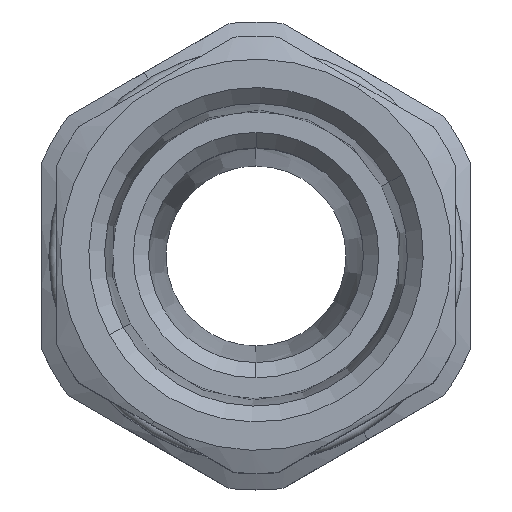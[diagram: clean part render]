
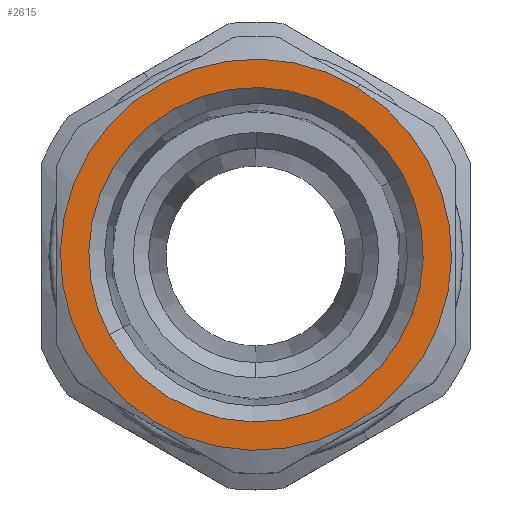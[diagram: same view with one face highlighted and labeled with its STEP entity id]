
A CAD part, top view. The second image highlights one B-rep face of the part: STEP entity #2615.
In plain terms, the highlighted planar face has unit normal (0, 0, 1).
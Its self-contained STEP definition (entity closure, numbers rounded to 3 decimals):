
#1645=AXIS2_PLACEMENT_3D('Circle Axis2P3D',#1643,#1644,$) ;
#2102=AXIS2_PLACEMENT_3D('Circle Axis2P3D',#2100,#2101,$) ;
#2591=AXIS2_PLACEMENT_3D('Plane Axis2P3D',#2588,#2589,#2590) ;
#2599=AXIS2_PLACEMENT_3D('Circle Axis2P3D',#2597,#2598,$) ;
#2608=AXIS2_PLACEMENT_3D('Circle Axis2P3D',#2606,#2607,$) ;
#1640=CARTESIAN_POINT('Vertex',(7.366,4.362,67.75)) ;
#1643=CARTESIAN_POINT('Axis2P3D Location',(14.,15.25,67.75)) ;
#1647=CARTESIAN_POINT('Vertex',(20.634,26.138,67.75)) ;
#2100=CARTESIAN_POINT('Axis2P3D Location',(14.,15.25,67.75)) ;
#2588=CARTESIAN_POINT('Axis2P3D Location',(14.,15.25,67.75)) ;
#2597=CARTESIAN_POINT('Axis2P3D Location',(14.,15.25,67.75)) ;
#2601=CARTESIAN_POINT('Vertex',(4.434,10.024,67.75)) ;
#2603=CARTESIAN_POINT('Vertex',(23.566,20.476,67.75)) ;
#2606=CARTESIAN_POINT('Axis2P3D Location',(14.,15.25,67.75)) ;
#1644=DIRECTION('Axis2P3D Direction',(0.,0.,-1.)) ;
#2101=DIRECTION('Axis2P3D Direction',(0.,0.,-1.)) ;
#2589=DIRECTION('Axis2P3D Direction',(0.,0.,-1.)) ;
#2590=DIRECTION('Axis2P3D XDirection',(0.,1.,0.)) ;
#2598=DIRECTION('Axis2P3D Direction',(0.,0.,-1.)) ;
#2607=DIRECTION('Axis2P3D Direction',(0.,0.,-1.)) ;
#2594=ORIENTED_EDGE('',*,*,#1649,.T.) ;
#2595=ORIENTED_EDGE('',*,*,#2104,.T.) ;
#2612=ORIENTED_EDGE('',*,*,#2605,.F.) ;
#2613=ORIENTED_EDGE('',*,*,#2610,.F.) ;
#2614=FACE_BOUND('',#2611,.T.) ;
#2615=ADVANCED_FACE('Part1.1\\Koerper.2',(#2596,#2614),#2592,.F.) ;
#1646=CIRCLE('generated circle',#1645,12.75) ;
#2103=CIRCLE('generated circle',#2102,12.75) ;
#2600=CIRCLE('generated circle',#2599,10.9) ;
#2609=CIRCLE('generated circle',#2608,10.9) ;
#1649=EDGE_CURVE('',#1648,#1641,#1646,.F.) ;
#2104=EDGE_CURVE('',#1641,#1648,#2103,.F.) ;
#2605=EDGE_CURVE('',#2602,#2604,#2600,.F.) ;
#2610=EDGE_CURVE('',#2604,#2602,#2609,.F.) ;
#2593=EDGE_LOOP('',(#2594,#2595)) ;
#2611=EDGE_LOOP('',(#2612,#2613)) ;
#2596=FACE_OUTER_BOUND('',#2593,.T.) ;
#2592=PLANE('',#2591) ;
#1641=VERTEX_POINT('',#1640) ;
#1648=VERTEX_POINT('',#1647) ;
#2602=VERTEX_POINT('',#2601) ;
#2604=VERTEX_POINT('',#2603) ;
